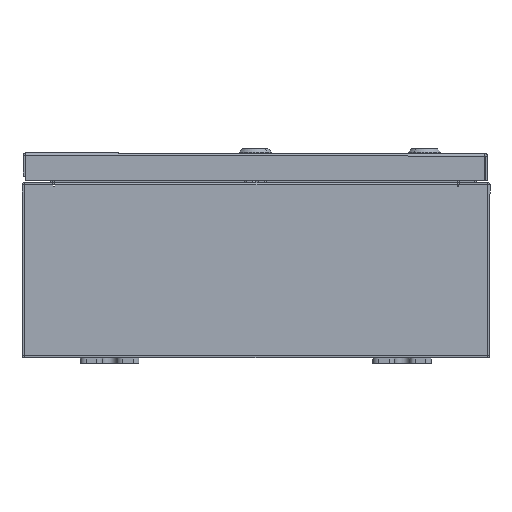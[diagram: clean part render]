
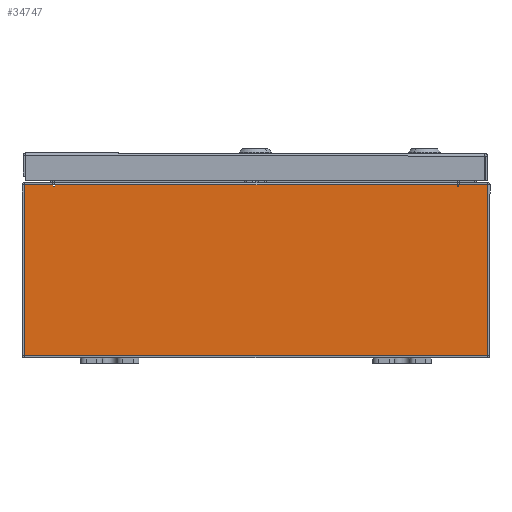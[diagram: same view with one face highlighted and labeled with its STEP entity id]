
A CAD part, front view. The second image highlights one B-rep face of the part: STEP entity #34747.
In plain terms, the highlighted face is planar.
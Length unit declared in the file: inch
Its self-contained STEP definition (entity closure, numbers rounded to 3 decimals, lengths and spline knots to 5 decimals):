
#156 = EDGE_CURVE ( 'NONE', #51891, #7242, #53238, .T. ) ;
#540 = VECTOR ( 'NONE', #4128, 39.37008 ) ;
#888 = CARTESIAN_POINT ( 'NONE',  ( -7.9253, 0., -2.9253 ) ) ;
#1685 = VECTOR ( 'NONE', #26345, 39.37008 ) ;
#1872 = ORIENTED_EDGE ( 'NONE', *, *, #39791, .T. ) ;
#4024 = VECTOR ( 'NONE', #13020, 39.37008 ) ;
#4128 = DIRECTION ( 'NONE',  ( 1., 0., 0. ) ) ;
#4571 = ORIENTED_EDGE ( 'NONE', *, *, #23865, .F. ) ;
#6086 = LINE ( 'NONE', #32468, #44106 ) ;
#7242 = VERTEX_POINT ( 'NONE', #44698 ) ;
#7701 = LINE ( 'NONE', #32482, #31530 ) ;
#7904 = ORIENTED_EDGE ( 'NONE', *, *, #156, .F. ) ;
#8174 = AXIS2_PLACEMENT_3D ( 'NONE', #35246, #59270, #30673 ) ;
#8728 = DIRECTION ( 'NONE',  ( 0., 0., 1. ) ) ;
#8925 = CARTESIAN_POINT ( 'NONE',  ( -6.8872, 0., 2.9123 ) ) ;
#10239 = CARTESIAN_POINT ( 'NONE',  ( -7.9253, 0., -2.9253 ) ) ;
#10698 = EDGE_CURVE ( 'NONE', #11882, #38635, #7701, .T. ) ;
#11882 = VERTEX_POINT ( 'NONE', #13773 ) ;
#12039 = LINE ( 'NONE', #10239, #61294 ) ;
#13020 = DIRECTION ( 'NONE',  ( 0., 0., -1. ) ) ;
#13059 = ORIENTED_EDGE ( 'NONE', *, *, #29771, .F. ) ;
#13194 = LINE ( 'NONE', #8925, #540 ) ;
#13773 = CARTESIAN_POINT ( 'NONE',  ( -6.8872, 0., 2.9123 ) ) ;
#14507 = VERTEX_POINT ( 'NONE', #50856 ) ;
#14514 = ORIENTED_EDGE ( 'NONE', *, *, #22444, .F. ) ;
#16044 = DIRECTION ( 'NONE',  ( 0., 1., 0. ) ) ;
#16170 = EDGE_CURVE ( 'NONE', #43972, #31441, #12039, .T. ) ;
#16265 = AXIS2_PLACEMENT_3D ( 'NONE', #56611, #28004, #61405 ) ;
#16392 = VECTOR ( 'NONE', #51951, 39.37008 ) ;
#16761 = CARTESIAN_POINT ( 'NONE',  ( -7.9253, 0., 2.9253 ) ) ;
#16889 = CIRCLE ( 'NONE', #25943, 0.01868 ) ;
#17912 = LINE ( 'NONE', #37342, #16392 ) ;
#18260 = VERTEX_POINT ( 'NONE', #47975 ) ;
#19249 = ORIENTED_EDGE ( 'NONE', *, *, #34418, .F. ) ;
#19446 = VECTOR ( 'NONE', #21368, 39.37008 ) ;
#20929 = CARTESIAN_POINT ( 'NONE',  ( -6.8872, 0., 2.87495 ) ) ;
#21368 = DIRECTION ( 'NONE',  ( 1., 0., 0. ) ) ;
#21554 = DIRECTION ( 'NONE',  ( 0., 0., -1. ) ) ;
#22444 = EDGE_CURVE ( 'NONE', #7242, #50227, #16889, .T. ) ;
#22504 = FACE_OUTER_BOUND ( 'NONE', #58139, .T. ) ;
#23865 = EDGE_CURVE ( 'NONE', #42413, #58985, #17912, .T. ) ;
#24339 = LINE ( 'NONE', #55780, #57916 ) ;
#25943 = AXIS2_PLACEMENT_3D ( 'NONE', #44604, #16044, #49397 ) ;
#26345 = DIRECTION ( 'NONE',  ( 0., 0., 1. ) ) ;
#28004 = DIRECTION ( 'NONE',  ( 0., 1., 0. ) ) ;
#28415 = EDGE_CURVE ( 'NONE', #51891, #18260, #24339, .T. ) ;
#29771 = EDGE_CURVE ( 'NONE', #38635, #42413, #39993, .T. ) ;
#30673 = DIRECTION ( 'NONE',  ( 0., 0., -1. ) ) ;
#30944 = CARTESIAN_POINT ( 'NONE',  ( -6.92455, 0., 2.87495 ) ) ;
#31441 = VERTEX_POINT ( 'NONE', #888 ) ;
#31530 = VECTOR ( 'NONE', #56502, 39.37008 ) ;
#32098 = LINE ( 'NONE', #35508, #19446 ) ;
#32468 = CARTESIAN_POINT ( 'NONE',  ( 6.8872, 0., 0. ) ) ;
#32482 = CARTESIAN_POINT ( 'NONE',  ( -6.8872, 0., 0. ) ) ;
#33713 = ORIENTED_EDGE ( 'NONE', *, *, #53551, .T. ) ;
#34189 = DIRECTION ( 'NONE',  ( -1., 0., 0. ) ) ;
#34418 = EDGE_CURVE ( 'NONE', #50227, #42373, #6086, .T. ) ;
#34747 = ADVANCED_FACE ( 'NONE', ( #22504 ), #54460, .F. ) ;
#35246 = CARTESIAN_POINT ( 'NONE',  ( 0., 0., 0. ) ) ;
#35508 = CARTESIAN_POINT ( 'NONE',  ( -7.9253, 0., 2.9253 ) ) ;
#35788 = ORIENTED_EDGE ( 'NONE', *, *, #59592, .T. ) ;
#36373 = ORIENTED_EDGE ( 'NONE', *, *, #10698, .F. ) ;
#37329 = CARTESIAN_POINT ( 'NONE',  ( 6.92455, 0., 2.9253 ) ) ;
#37342 = CARTESIAN_POINT ( 'NONE',  ( -6.92455, 0., 0. ) ) ;
#38635 = VERTEX_POINT ( 'NONE', #20929 ) ;
#39791 = EDGE_CURVE ( 'NONE', #31441, #14507, #52359, .T. ) ;
#39993 = CIRCLE ( 'NONE', #16265, 0.01868 ) ;
#41570 = CARTESIAN_POINT ( 'NONE',  ( 6.92455, 0., 0. ) ) ;
#42373 = VERTEX_POINT ( 'NONE', #59562 ) ;
#42413 = VERTEX_POINT ( 'NONE', #30944 ) ;
#43972 = VERTEX_POINT ( 'NONE', #52737 ) ;
#44106 = VECTOR ( 'NONE', #8728, 39.37008 ) ;
#44604 = CARTESIAN_POINT ( 'NONE',  ( 6.90587, 0., 2.87495 ) ) ;
#44698 = CARTESIAN_POINT ( 'NONE',  ( 6.92455, 0., 2.87495 ) ) ;
#47975 = CARTESIAN_POINT ( 'NONE',  ( 7.9253, 0., 2.9253 ) ) ;
#48070 = CARTESIAN_POINT ( 'NONE',  ( 6.8872, 0., 2.87495 ) ) ;
#48535 = ORIENTED_EDGE ( 'NONE', *, *, #49326, .T. ) ;
#49117 = CARTESIAN_POINT ( 'NONE',  ( -6.92455, 0., 2.9253 ) ) ;
#49138 = ORIENTED_EDGE ( 'NONE', *, *, #28415, .T. ) ;
#49326 = EDGE_CURVE ( 'NONE', #18260, #43972, #58987, .T. ) ;
#49397 = DIRECTION ( 'NONE',  ( 0., 0., -1. ) ) ;
#50078 = CARTESIAN_POINT ( 'NONE',  ( 7.9253, 0., 2.9253 ) ) ;
#50227 = VERTEX_POINT ( 'NONE', #48070 ) ;
#50856 = CARTESIAN_POINT ( 'NONE',  ( -7.9253, 0., 2.9253 ) ) ;
#51891 = VERTEX_POINT ( 'NONE', #37329 ) ;
#51951 = DIRECTION ( 'NONE',  ( 0., 0., 1. ) ) ;
#52359 = LINE ( 'NONE', #16761, #1685 ) ;
#52737 = CARTESIAN_POINT ( 'NONE',  ( 7.9253, 0., -2.9253 ) ) ;
#53238 = LINE ( 'NONE', #41570, #4024 ) ;
#53551 = EDGE_CURVE ( 'NONE', #11882, #42373, #13194, .T. ) ;
#54460 = PLANE ( 'NONE',  #8174 ) ;
#55159 = DIRECTION ( 'NONE',  ( 1., 0., 0. ) ) ;
#55780 = CARTESIAN_POINT ( 'NONE',  ( -7.9253, 0., 2.9253 ) ) ;
#56013 = VECTOR ( 'NONE', #21554, 39.37008 ) ;
#56502 = DIRECTION ( 'NONE',  ( 0., 0., -1. ) ) ;
#56611 = CARTESIAN_POINT ( 'NONE',  ( -6.90587, 0., 2.87495 ) ) ;
#57916 = VECTOR ( 'NONE', #55159, 39.37008 ) ;
#58139 = EDGE_LOOP ( 'NONE', ( #4571, #13059, #36373, #33713, #19249, #14514, #7904, #49138, #48535, #60426, #1872, #35788 ) ) ;
#58985 = VERTEX_POINT ( 'NONE', #49117 ) ;
#58987 = LINE ( 'NONE', #50078, #56013 ) ;
#59270 = DIRECTION ( 'NONE',  ( 0., -1., 0. ) ) ;
#59562 = CARTESIAN_POINT ( 'NONE',  ( 6.8872, 0., 2.9123 ) ) ;
#59592 = EDGE_CURVE ( 'NONE', #14507, #58985, #32098, .T. ) ;
#60426 = ORIENTED_EDGE ( 'NONE', *, *, #16170, .T. ) ;
#61294 = VECTOR ( 'NONE', #34189, 39.37008 ) ;
#61405 = DIRECTION ( 'NONE',  ( 0., 0., -1. ) ) ;
